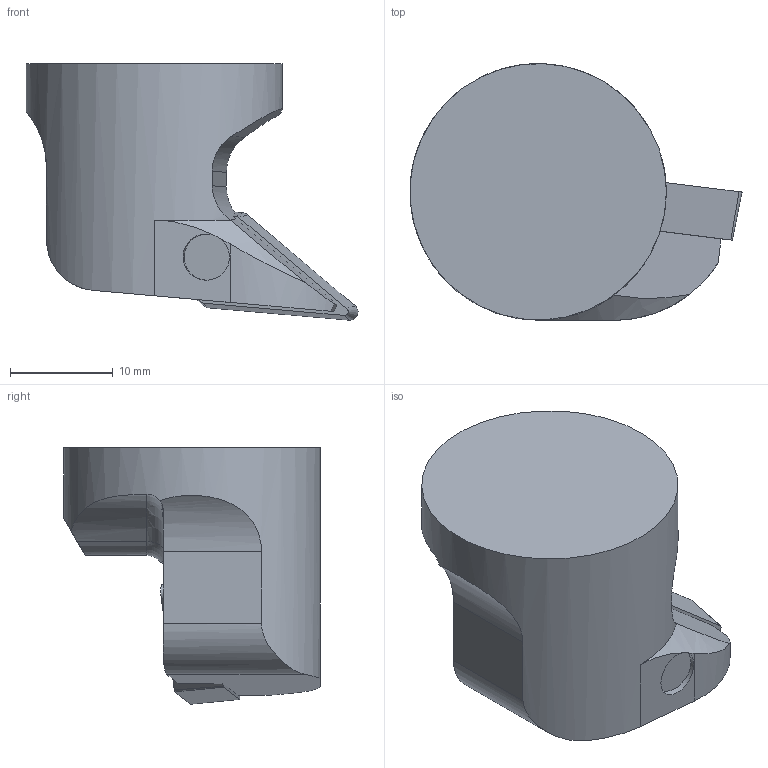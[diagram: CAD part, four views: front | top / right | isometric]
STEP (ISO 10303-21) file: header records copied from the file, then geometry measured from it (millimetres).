
FILE_DESCRIPTION(/* description */ (''),/* implementation_level */ '2;1');
FILE_NAME(/* name */ '1642491650200.stp',/* time_stamp */ '2022-01-18T13:11:13+06:00',/* author */ (''),/* organization */ ('SMS'),/* preprocessor_version */ 'ST-DEVELOPER v16.7',/* originating_system */ 'SIEMENS PLM Software NX 12.0',/* authorisation */ '');
FILE_SCHEMA (('AUTOMOTIVE_DESIGN { 1 0 10303 214 3 1 1 1 }'));
Length unit declared in the file: millimetre
Products named in the file (4): IsoTurningInsert; ASSEMBLY_CONSTRUCTION; 201794324mod000_01; 201794323mod000_01
Assembly tree (3 placements, depth 2):
  201794323mod000_01
    201794324mod000_01
    ASSEMBLY_CONSTRUCTION
    IsoTurningInsert
Bounding box: 32.37 x 25 x 25 mm (x, y, z)
Volume: 7732.9 mm3; surface area: 3329 mm2
Topology: 2 solids, 2 shells, 57 faces, 151 edges, 106 vertices
Faces by surface type: plane 24, cylinder 15, torus 10, cone 8
Full cylindrical faces by diameter (mm): 4.4 x2, 4.5 x1, 25 x1
Entity records: 2012 total; most frequent: CARTESIAN_POINT 478, DIRECTION 308, ORIENTED_EDGE 268, EDGE_CURVE 134, AXIS2_PLACEMENT_3D 128, VERTEX_POINT 92, EDGE_LOOP 70, ADVANCED_FACE 57
